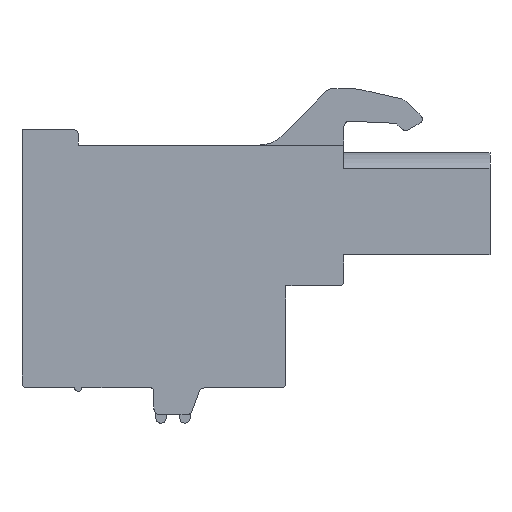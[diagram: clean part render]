
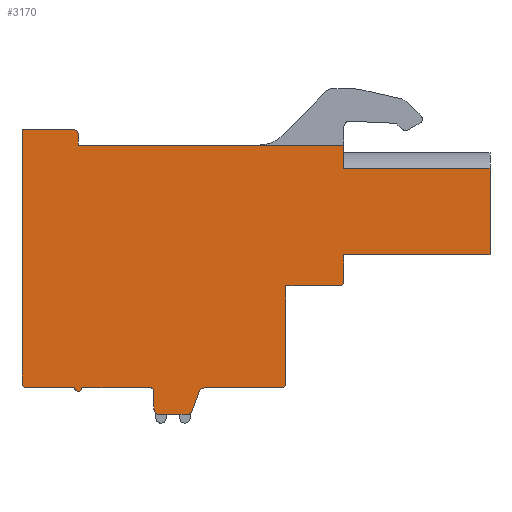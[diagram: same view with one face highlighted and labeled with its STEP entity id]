
A CAD part, left-side view. The second image highlights one B-rep face of the part: STEP entity #3170.
In plain terms, the highlighted planar face has unit normal (-1, 0, 0).
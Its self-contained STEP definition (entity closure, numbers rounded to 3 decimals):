
#1=CARTESIAN_POINT('',(0.,-5.36,-0.74));
#2=DIRECTION('',(-1.,0.,0.));
#3=DIRECTION('',(0.,0.,-1.));
#4=AXIS2_PLACEMENT_3D('',#1,#2,#3);
#6=CARTESIAN_POINT('',(0.,-2.06,-6.54));
#7=DIRECTION('',(1.,0.,0.));
#8=DIRECTION('',(0.,-1.,0.));
#9=AXIS2_PLACEMENT_3D('',#6,#7,#8);
#11=DIRECTION('',(0.,1.,0.));
#12=VECTOR('',#11,4.34);
#13=CARTESIAN_POINT('',(0.,-2.06,-6.84));
#14=LINE('',#13,#12);
#15=CARTESIAN_POINT('',(0.,2.28,-7.14));
#16=DIRECTION('',(-1.,0.,0.));
#17=DIRECTION('',(0.,0.,1.));
#18=AXIS2_PLACEMENT_3D('',#15,#16,#17);
#20=DIRECTION('',(0.,0.345,-0.939));
#21=VECTOR('',#20,1.179);
#22=CARTESIAN_POINT('',(0.,2.562,-7.037));
#23=LINE('',#22,#21);
#24=CARTESIAN_POINT('',(0.,3.25,-8.04));
#25=DIRECTION('',(1.,0.,0.));
#26=DIRECTION('',(0.,-0.939,-0.345));
#27=AXIS2_PLACEMENT_3D('',#24,#25,#26);
#29=DIRECTION('',(0.,1.,0.));
#30=VECTOR('',#29,1.59);
#31=CARTESIAN_POINT('',(0.,3.25,-8.34));
#32=LINE('',#31,#30);
#33=CARTESIAN_POINT('',(0.,4.84,-8.04));
#34=DIRECTION('',(1.,0.,0.));
#35=DIRECTION('',(0.,0.,-1.));
#36=AXIS2_PLACEMENT_3D('',#33,#34,#35);
#38=DIRECTION('',(0.,0.,1.));
#39=VECTOR('',#38,1.);
#40=CARTESIAN_POINT('',(0.,5.14,-8.04));
#41=LINE('',#40,#39);
#42=CARTESIAN_POINT('',(0.,5.34,-7.04));
#43=DIRECTION('',(-1.,0.,0.));
#44=DIRECTION('',(0.,-1.,0.));
#45=AXIS2_PLACEMENT_3D('',#42,#43,#44);
#47=DIRECTION('',(0.,1.,0.));
#48=VECTOR('',#47,3.9);
#49=CARTESIAN_POINT('',(0.,5.34,-6.84));
#50=LINE('',#49,#48);
#51=CARTESIAN_POINT('',(0.,9.44,-6.84));
#52=DIRECTION('',(1.,0.,0.));
#53=DIRECTION('',(0.,-1.,0.));
#54=AXIS2_PLACEMENT_3D('',#51,#52,#53);
#56=DIRECTION('',(0.,1.,0.));
#57=VECTOR('',#56,2.7);
#58=CARTESIAN_POINT('',(0.,9.64,-6.84));
#59=LINE('',#58,#57);
#60=CARTESIAN_POINT('',(0.,12.34,-6.54));
#61=DIRECTION('',(1.,0.,0.));
#62=DIRECTION('',(0.,0.,-1.));
#63=AXIS2_PLACEMENT_3D('',#60,#61,#62);
#65=DIRECTION('',(0.,0.,1.));
#66=VECTOR('',#65,0.5);
#67=CARTESIAN_POINT('',(0.,12.64,-6.54));
#68=LINE('',#67,#66);
#69=DIRECTION('',(0.,0.,1.));
#70=VECTOR('',#69,13.9);
#71=CARTESIAN_POINT('',(0.,12.64,-6.04));
#72=LINE('',#71,#70);
#73=DIRECTION('',(0.,-1.,0.));
#74=VECTOR('',#73,2.9);
#75=CARTESIAN_POINT('',(0.,12.64,7.86));
#76=LINE('',#75,#74);
#77=CARTESIAN_POINT('',(0.,9.74,7.56));
#78=DIRECTION('',(1.,0.,0.));
#79=DIRECTION('',(0.,0.,1.));
#80=AXIS2_PLACEMENT_3D('',#77,#78,#79);
#82=DIRECTION('',(0.,0.,-1.));
#83=VECTOR('',#82,0.6);
#84=CARTESIAN_POINT('',(0.,9.44,7.56));
#85=LINE('',#84,#83);
#86=DIRECTION('',(0.,-1.,0.));
#87=VECTOR('',#86,15.1);
#88=CARTESIAN_POINT('',(0.,9.44,6.96));
#89=LINE('',#88,#87);
#90=DIRECTION('',(0.,1.,0.));
#91=VECTOR('',#90,8.3);
#92=CARTESIAN_POINT('',(0.,-13.96,5.635));
#93=LINE('',#92,#91);
#94=DIRECTION('',(0.,1.,0.));
#95=VECTOR('',#94,8.3);
#96=CARTESIAN_POINT('',(0.,-13.96,0.73));
#97=LINE('',#96,#95);
#98=DIRECTION('',(0.,0.,-1.));
#99=VECTOR('',#98,1.47);
#100=CARTESIAN_POINT('',(0.,-5.66,0.73));
#101=LINE('',#100,#99);
#306=DIRECTION('',(0.,0.,1.));
#307=VECTOR('',#306,4.905);
#308=CARTESIAN_POINT('',(0.,-13.96,0.73));
#309=LINE('',#308,#307);
#452=DIRECTION('',(0.,0.,1.));
#453=VECTOR('',#452,1.325);
#454=CARTESIAN_POINT('',(0.,-5.66,5.635));
#455=LINE('',#454,#453);
#1386=DIRECTION('',(0.,0.,1.));
#1387=VECTOR('',#1386,5.5);
#1388=CARTESIAN_POINT('',(0.,-2.36,-6.54));
#1389=LINE('',#1388,#1387);
#1394=DIRECTION('',(0.,-1.,0.));
#1395=VECTOR('',#1394,3.);
#1396=CARTESIAN_POINT('',(0.,-2.36,-1.04));
#1397=LINE('',#1396,#1395);
#2369=CARTESIAN_POINT('',(0.,12.34,-6.84));
#2370=CARTESIAN_POINT('',(0.,12.64,-6.54));
#2371=VERTEX_POINT('',#2369);
#2372=VERTEX_POINT('',#2370);
#2373=CARTESIAN_POINT('',(0.,12.64,-6.04));
#2374=VERTEX_POINT('',#2373);
#2375=CARTESIAN_POINT('',(0.,12.64,7.86));
#2376=VERTEX_POINT('',#2375);
#2377=CARTESIAN_POINT('',(0.,9.74,7.86));
#2378=VERTEX_POINT('',#2377);
#2379=CARTESIAN_POINT('',(0.,9.44,7.56));
#2380=VERTEX_POINT('',#2379);
#2381=CARTESIAN_POINT('',(0.,9.44,6.96));
#2382=VERTEX_POINT('',#2381);
#2383=CARTESIAN_POINT('',(0.,-5.66,6.96));
#2384=VERTEX_POINT('',#2383);
#2385=CARTESIAN_POINT('',(0.,-13.96,0.73));
#2386=CARTESIAN_POINT('',(0.,-5.66,0.73));
#2387=VERTEX_POINT('',#2385);
#2388=VERTEX_POINT('',#2386);
#2389=CARTESIAN_POINT('',(0.,-2.36,-6.54));
#2390=CARTESIAN_POINT('',(0.,-2.06,-6.84));
#2391=VERTEX_POINT('',#2389);
#2392=VERTEX_POINT('',#2390);
#2393=CARTESIAN_POINT('',(0.,2.28,-6.84));
#2394=VERTEX_POINT('',#2393);
#2395=CARTESIAN_POINT('',(0.,2.562,-7.037));
#2396=VERTEX_POINT('',#2395);
#2397=CARTESIAN_POINT('',(0.,2.968,-8.143));
#2398=VERTEX_POINT('',#2397);
#2399=CARTESIAN_POINT('',(0.,3.25,-8.34));
#2400=VERTEX_POINT('',#2399);
#2401=CARTESIAN_POINT('',(0.,4.84,-8.34));
#2402=VERTEX_POINT('',#2401);
#2403=CARTESIAN_POINT('',(0.,5.14,-8.04));
#2404=VERTEX_POINT('',#2403);
#2405=CARTESIAN_POINT('',(0.,5.14,-7.04));
#2406=VERTEX_POINT('',#2405);
#2407=CARTESIAN_POINT('',(0.,5.34,-6.84));
#2408=VERTEX_POINT('',#2407);
#2409=CARTESIAN_POINT('',(0.,9.24,-6.84));
#2410=VERTEX_POINT('',#2409);
#2411=CARTESIAN_POINT('',(0.,9.64,-6.84));
#2412=VERTEX_POINT('',#2411);
#2545=CARTESIAN_POINT('',(0.,-13.96,5.635));
#2546=CARTESIAN_POINT('',(0.,-5.66,5.635));
#2547=VERTEX_POINT('',#2545);
#2548=VERTEX_POINT('',#2546);
#2961=CARTESIAN_POINT('',(0.,-5.36,-1.04));
#2962=CARTESIAN_POINT('',(0.,-5.66,-0.74));
#2963=VERTEX_POINT('',#2961);
#2964=VERTEX_POINT('',#2962);
#2965=CARTESIAN_POINT('',(0.,-2.36,-1.04));
#2966=VERTEX_POINT('',#2965);
#3109=CARTESIAN_POINT('',(0.,0.,0.));
#3110=DIRECTION('',(1.,0.,0.));
#3111=DIRECTION('',(0.,-1.,0.));
#3112=AXIS2_PLACEMENT_3D('',#3109,#3110,#3111);
#3113=PLANE('',#3112);
#3115=ORIENTED_EDGE('',*,*,#3114,.F.);
#3117=ORIENTED_EDGE('',*,*,#3116,.F.);
#3119=ORIENTED_EDGE('',*,*,#3118,.F.);
#3121=ORIENTED_EDGE('',*,*,#3120,.T.);
#3123=ORIENTED_EDGE('',*,*,#3122,.T.);
#3125=ORIENTED_EDGE('',*,*,#3124,.T.);
#3127=ORIENTED_EDGE('',*,*,#3126,.T.);
#3129=ORIENTED_EDGE('',*,*,#3128,.T.);
#3131=ORIENTED_EDGE('',*,*,#3130,.T.);
#3133=ORIENTED_EDGE('',*,*,#3132,.T.);
#3135=ORIENTED_EDGE('',*,*,#3134,.T.);
#3137=ORIENTED_EDGE('',*,*,#3136,.T.);
#3139=ORIENTED_EDGE('',*,*,#3138,.T.);
#3141=ORIENTED_EDGE('',*,*,#3140,.T.);
#3143=ORIENTED_EDGE('',*,*,#3142,.T.);
#3145=ORIENTED_EDGE('',*,*,#3144,.T.);
#3147=ORIENTED_EDGE('',*,*,#3146,.T.);
#3149=ORIENTED_EDGE('',*,*,#3148,.T.);
#3151=ORIENTED_EDGE('',*,*,#3150,.T.);
#3153=ORIENTED_EDGE('',*,*,#3152,.T.);
#3155=ORIENTED_EDGE('',*,*,#3154,.T.);
#3157=ORIENTED_EDGE('',*,*,#3156,.T.);
#3159=ORIENTED_EDGE('',*,*,#3158,.F.);
#3161=ORIENTED_EDGE('',*,*,#3160,.F.);
#3163=ORIENTED_EDGE('',*,*,#3162,.F.);
#3165=ORIENTED_EDGE('',*,*,#3164,.T.);
#3167=ORIENTED_EDGE('',*,*,#3166,.T.);
#3168=EDGE_LOOP('',(#3115,#3117,#3119,#3121,#3123,#3125,#3127,#3129,#3131,#3133,
#3135,#3137,#3139,#3141,#3143,#3145,#3147,#3149,#3151,#3153,#3155,#3157,#3159,
#3161,#3163,#3165,#3167));
#3169=FACE_OUTER_BOUND('',#3168,.F.);
#3170=ADVANCED_FACE('',(#3169),#3113,.F.);
#5=CIRCLE('',#4,0.3);
#10=CIRCLE('',#9,0.3);
#19=CIRCLE('',#18,0.3);
#28=CIRCLE('',#27,0.3);
#37=CIRCLE('',#36,0.3);
#46=CIRCLE('',#45,0.2);
#55=CIRCLE('',#54,0.2);
#64=CIRCLE('',#63,0.3);
#81=CIRCLE('',#80,0.3);
#3114=EDGE_CURVE('',#2963,#2964,#5,.T.);
#3116=EDGE_CURVE('',#2966,#2963,#1397,.T.);
#3118=EDGE_CURVE('',#2391,#2966,#1389,.T.);
#3120=EDGE_CURVE('',#2391,#2392,#10,.T.);
#3122=EDGE_CURVE('',#2392,#2394,#14,.T.);
#3124=EDGE_CURVE('',#2394,#2396,#19,.T.);
#3126=EDGE_CURVE('',#2396,#2398,#23,.T.);
#3128=EDGE_CURVE('',#2398,#2400,#28,.T.);
#3130=EDGE_CURVE('',#2400,#2402,#32,.T.);
#3132=EDGE_CURVE('',#2402,#2404,#37,.T.);
#3134=EDGE_CURVE('',#2404,#2406,#41,.T.);
#3136=EDGE_CURVE('',#2406,#2408,#46,.T.);
#3138=EDGE_CURVE('',#2408,#2410,#50,.T.);
#3140=EDGE_CURVE('',#2410,#2412,#55,.T.);
#3142=EDGE_CURVE('',#2412,#2371,#59,.T.);
#3144=EDGE_CURVE('',#2371,#2372,#64,.T.);
#3146=EDGE_CURVE('',#2372,#2374,#68,.T.);
#3148=EDGE_CURVE('',#2374,#2376,#72,.T.);
#3150=EDGE_CURVE('',#2376,#2378,#76,.T.);
#3152=EDGE_CURVE('',#2378,#2380,#81,.T.);
#3154=EDGE_CURVE('',#2380,#2382,#85,.T.);
#3156=EDGE_CURVE('',#2382,#2384,#89,.T.);
#3158=EDGE_CURVE('',#2548,#2384,#455,.T.);
#3160=EDGE_CURVE('',#2547,#2548,#93,.T.);
#3162=EDGE_CURVE('',#2387,#2547,#309,.T.);
#3164=EDGE_CURVE('',#2387,#2388,#97,.T.);
#3166=EDGE_CURVE('',#2388,#2964,#101,.T.);
